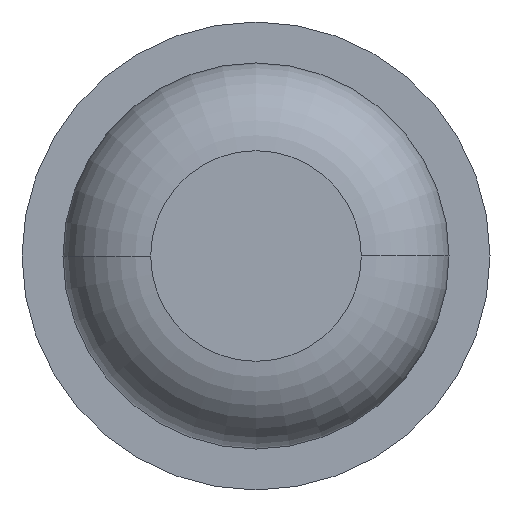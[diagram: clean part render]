
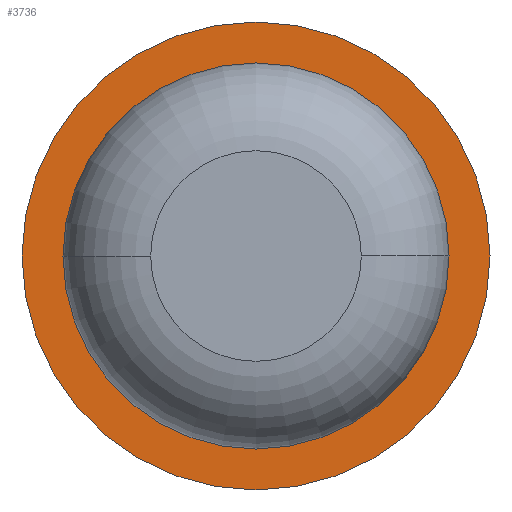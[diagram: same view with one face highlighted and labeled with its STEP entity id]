
A CAD part, front view. The second image highlights one B-rep face of the part: STEP entity #3736.
In plain terms, the highlighted planar face has unit normal (0, -1, 0).
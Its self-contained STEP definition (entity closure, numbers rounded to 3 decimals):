
#34 = CARTESIAN_POINT ( 'NONE',  ( 0.825, -6., 0. ) ) ;
#159 = CIRCLE ( 'NONE', #1260, 1. ) ;
#199 = FACE_BOUND ( 'NONE', #3003, .T. ) ;
#398 = DIRECTION ( 'NONE',  ( -1., 0., 0. ) ) ;
#512 = CARTESIAN_POINT ( 'NONE',  ( 1., -6., 0. ) ) ;
#595 = AXIS2_PLACEMENT_3D ( 'NONE', #1085, #1921, #3371 ) ;
#672 = DIRECTION ( 'NONE',  ( -1., 0., 0. ) ) ;
#726 = DIRECTION ( 'NONE',  ( 0., 1., 0. ) ) ;
#839 = DIRECTION ( 'NONE',  ( -1., 0., 0. ) ) ;
#917 = ORIENTED_EDGE ( 'NONE', *, *, #1799, .T. ) ;
#1052 = DIRECTION ( 'NONE',  ( -1., 0., 0. ) ) ;
#1085 = CARTESIAN_POINT ( 'NONE',  ( 0., -6., 0. ) ) ;
#1162 = VERTEX_POINT ( 'NONE', #1821 ) ;
#1232 = EDGE_CURVE ( 'Defeature ausgef�hrt3_6+Defeature ausgef�hrt3_5+Defeature ausgef�hrt3_5+Defeature ausgef�hrt3_5', #3189, #1527, #1703, .T. ) ;
#1260 = AXIS2_PLACEMENT_3D ( 'NONE', #1854, #2137, #672 ) ;
#1308 = AXIS2_PLACEMENT_3D ( 'NONE', #3460, #1737, #839 ) ;
#1413 = AXIS2_PLACEMENT_3D ( 'NONE', #2696, #2120, #398 ) ;
#1527 = VERTEX_POINT ( 'NONE', #1892 ) ;
#1703 = CIRCLE ( 'NONE', #595, 1. ) ;
#1737 = DIRECTION ( 'NONE',  ( 0., 1., 0. ) ) ;
#1738 = FACE_OUTER_BOUND ( 'NONE', #2414, .T. ) ;
#1799 = EDGE_CURVE ( 'Defeature ausgef�hrt3_5+Defeature ausgef�hrt3_0+Defeature ausgef�hrt3_0+Defeature ausgef�hrt3_0', #1162, #3539, #2466, .T. ) ;
#1821 = CARTESIAN_POINT ( 'NONE',  ( -0.825, -6., 0. ) ) ;
#1854 = CARTESIAN_POINT ( 'NONE',  ( 0., -6., 0. ) ) ;
#1892 = CARTESIAN_POINT ( 'NONE',  ( -1., -6., 0. ) ) ;
#1921 = DIRECTION ( 'NONE',  ( 0., 1., 0. ) ) ;
#1949 = EDGE_CURVE ( 'Defeature ausgef�hrt3_6+Defeature ausgef�hrt3_5+Defeature ausgef�hrt3_5+Defeature ausgef�hrt3_5', #1527, #3189, #159, .T. ) ;
#2120 = DIRECTION ( 'NONE',  ( 0., 1., 0. ) ) ;
#2137 = DIRECTION ( 'NONE',  ( 0., 1., 0. ) ) ;
#2141 = CIRCLE ( 'NONE', #2370, 0.825 ) ;
#2288 = ORIENTED_EDGE ( 'NONE', *, *, #3383, .T. ) ;
#2370 = AXIS2_PLACEMENT_3D ( 'NONE', #3665, #726, #1052 ) ;
#2396 = PLANE ( 'NONE',  #1413 ) ;
#2414 = EDGE_LOOP ( 'NONE', ( #3687, #3446 ) ) ;
#2466 = CIRCLE ( 'NONE', #1308, 0.825 ) ;
#2696 = CARTESIAN_POINT ( 'NONE',  ( 0.825, -6., 0. ) ) ;
#3003 = EDGE_LOOP ( 'NONE', ( #917, #2288 ) ) ;
#3189 = VERTEX_POINT ( 'NONE', #512 ) ;
#3371 = DIRECTION ( 'NONE',  ( -1., 0., 0. ) ) ;
#3383 = EDGE_CURVE ( 'Defeature ausgef�hrt3_5+Defeature ausgef�hrt3_0+Defeature ausgef�hrt3_0+Defeature ausgef�hrt3_0', #3539, #1162, #2141, .T. ) ;
#3446 = ORIENTED_EDGE ( 'NONE', *, *, #1232, .F. ) ;
#3460 = CARTESIAN_POINT ( 'NONE',  ( 0., -6., 0. ) ) ;
#3539 = VERTEX_POINT ( 'NONE', #34 ) ;
#3665 = CARTESIAN_POINT ( 'NONE',  ( 0., -6., 0. ) ) ;
#3687 = ORIENTED_EDGE ( 'NONE', *, *, #1949, .F. ) ;
#3736 = ADVANCED_FACE ( 'Defeature ausgef�hrt3_5', ( #1738, #199 ), #2396, .F. ) ;
